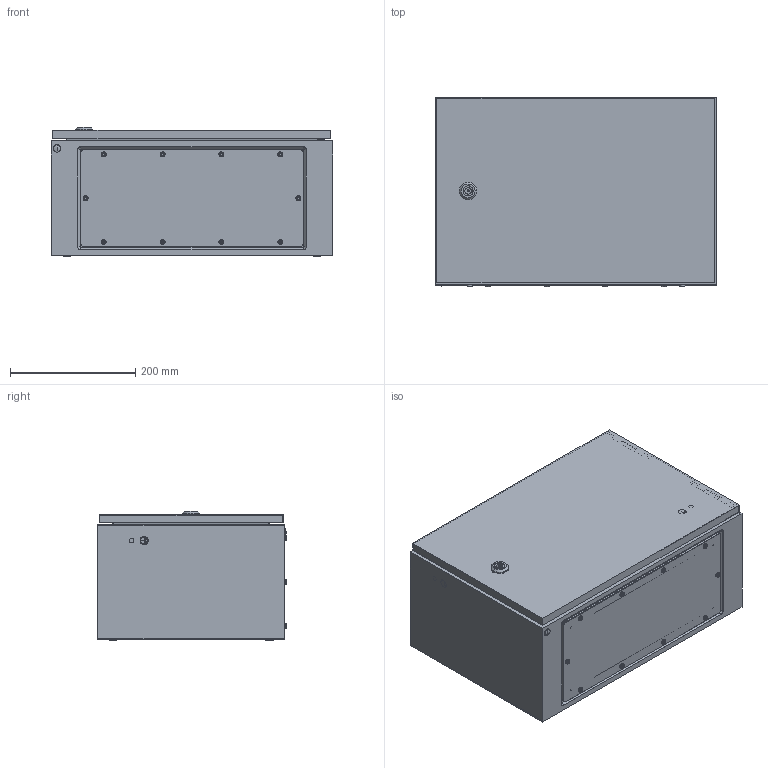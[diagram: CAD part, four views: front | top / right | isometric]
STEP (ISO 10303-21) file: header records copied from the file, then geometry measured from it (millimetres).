
FILE_DESCRIPTION (( 'STEP AP214' ), '1' );
FILE_NAME ('3331-4530-20-17.step', '2023-12-20T12:49:27', ( '' ), ( '' ), 'SwSTEP 2.0', 'SolidWorks 2019', '' );
FILE_SCHEMA (( 'AUTOMOTIVE_DESIGN' ));
Length unit declared in the file: millimetre
Products named in the file (6): 3331-4530-20-17; Montageplatte_wg_0331-4530-00-13; Kabeleinfuehrungsplatte_wg_3080-7035-12-27; Montageplattenbeipack_wg_4530; Korpus_wg_4530-20; Tuer_wg_3331-4530-00-97
Assembly tree (5 placements, depth 2):
  3331-4530-20-17
    Korpus_wg_4530-20
    Tuer_wg_3331-4530-00-97
    Kabeleinfuehrungsplatte_wg_3080-7035-12-27
    Montageplatte_wg_0331-4530-00-13
    Montageplattenbeipack_wg_4530
Bounding box: 450 x 303.1 x 206.85 mm (x, y, z)
Volume: 1140541.6 mm3; surface area: 1531912.9 mm2
Topology: 32 solids, 36 shells, 1556 faces, 3897 edges, 2511 vertices
Faces by surface type: plane 924, cylinder 416, cone 158, torus 24, sphere 18, bspline 16
Entity records: 63140 total; most frequent: CARTESIAN_POINT 17566, DIRECTION 7855, ORIENTED_EDGE 7778, EDGE_CURVE 3889, AXIS2_PLACEMENT_3D 2766, VERTEX_POINT 2511, VECTOR 2323, LINE 2323
